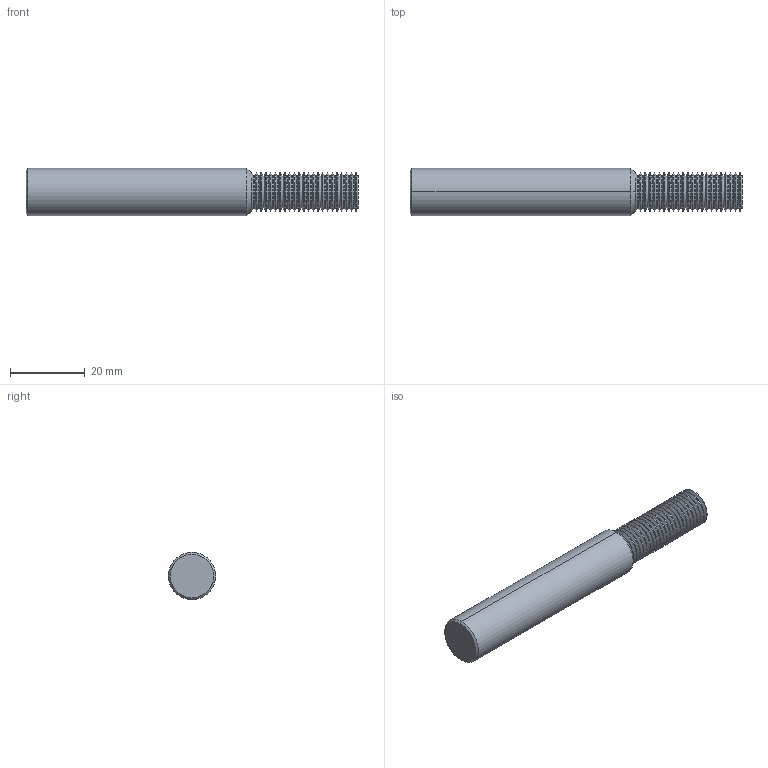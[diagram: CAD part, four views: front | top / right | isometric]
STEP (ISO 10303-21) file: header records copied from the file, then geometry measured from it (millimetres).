
FILE_DESCRIPTION (( 'STEP AP203' ), '1' );
FILE_NAME ('TM400-20.STEP', '2021-09-09T19:25:16', ( '' ), ( '' ), 'SwSTEP 2.0', 'SolidWorks 2020', '' );
FILE_SCHEMA (( 'CONFIG_CONTROL_DESIGN' ));
Length unit declared in the file: inch
Products named in the file (1): TM400-20
Bounding box: 88.9 x 12.69 x 12.69 mm (x, y, z)
Volume: 9563.8 mm3; surface area: 4014.6 mm2
Topology: 1 solids, 1 shells, 190 faces, 378 edges, 190 vertices
Faces by surface type: cylinder 94, cone 94, plane 2
Entity records: 4823 total; most frequent: DIRECTION 950, CARTESIAN_POINT 759, ORIENTED_EDGE 756, AXIS2_PLACEMENT_3D 381, EDGE_CURVE 378, VERTEX_POINT 190, ADVANCED_FACE 190, FACE_OUTER_BOUND 190
